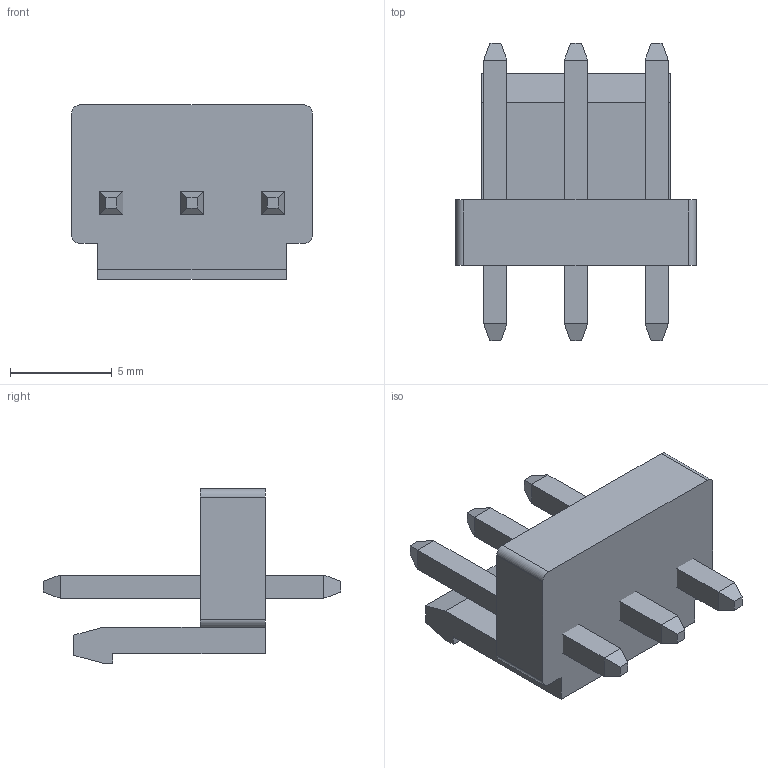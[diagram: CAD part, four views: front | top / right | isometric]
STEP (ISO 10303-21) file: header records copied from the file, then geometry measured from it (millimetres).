
FILE_DESCRIPTION(/* description */ (''),/* implementation_level */ '2;1');
FILE_NAME(/* name */ 'B3P-VH.step',/* time_stamp */ '2023-10-29T20:31:58+01:00',/* author */ (''),/* organization */ (''),/* preprocessor_version */ 'ST-DEVELOPER v20',/* originating_system */ 'Autodesk Translation Framework v12.14.0.127',/* authorisation */ '');
FILE_SCHEMA (('AUTOMOTIVE_DESIGN { 1 0 10303 214 3 1 1 }'));
Length unit declared in the file: millimetre
Products named in the file (1): B3P-VH
Bounding box: 11.82 x 14.6 x 8.55 mm (x, y, z)
Volume: 427.4 mm3; surface area: 640.7 mm2
Topology: 4 solids, 4 shells, 62 faces, 136 edges, 82 vertices
Faces by surface type: plane 58, cylinder 4
Entity records: 1684 total; most frequent: CARTESIAN_POINT 281, ORIENTED_EDGE 272, DIRECTION 270, EDGE_CURVE 136, LINE 128, VECTOR 128, VERTEX_POINT 82, AXIS2_PLACEMENT_3D 71
